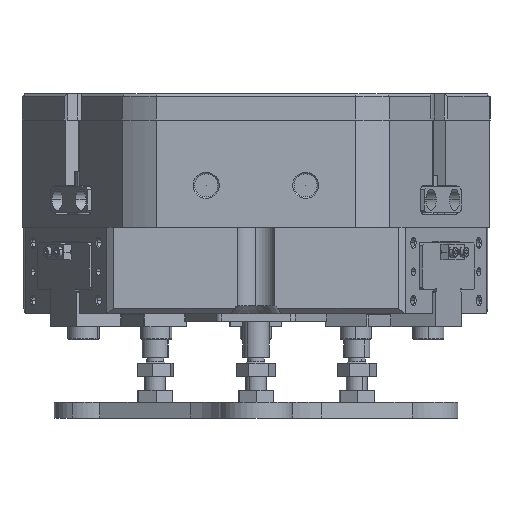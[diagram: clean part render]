
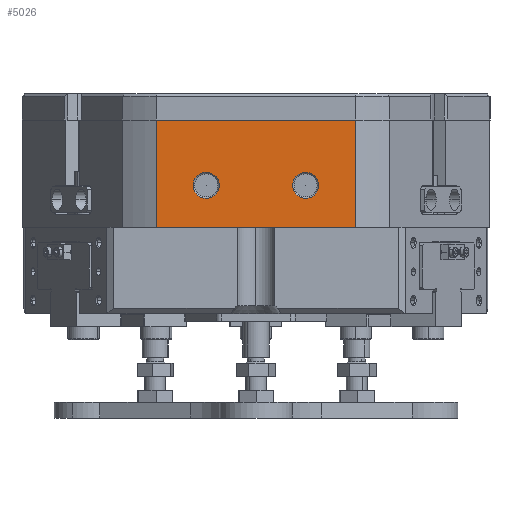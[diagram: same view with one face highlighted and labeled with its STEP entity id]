
A CAD part, left-side view. The second image highlights one B-rep face of the part: STEP entity #5026.
In plain terms, the highlighted planar face has unit normal (-1, 0, 0).
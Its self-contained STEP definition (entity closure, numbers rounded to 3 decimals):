
#1718 = DIRECTION ( 'NONE',  ( 0., 0., -1. ) ) ;
#1779 = DIRECTION ( 'NONE',  ( 0., 0., 1. ) ) ;
#2925 = FACE_BOUND ( 'NONE', #39182, .T. ) ;
#3025 = DIRECTION ( 'NONE',  ( 0., 0., -1. ) ) ;
#4533 = CIRCLE ( 'NONE', #6403, 5. ) ;
#4751 = AXIS2_PLACEMENT_3D ( 'NONE', #14418, #38471, #49005 ) ;
#4808 = FACE_BOUND ( 'NONE', #45123, .T. ) ;
#5026 = ADVANCED_FACE ( 'NONE', ( #2925, #4808, #50246 ), #39396, .F. ) ;
#5269 = ORIENTED_EDGE ( 'NONE', *, *, #39605, .T. ) ;
#5301 = CARTESIAN_POINT ( 'NONE',  ( -96.088, 44.001, 212. ) ) ;
#6403 = AXIS2_PLACEMENT_3D ( 'NONE', #10311, #30353, #3025 ) ;
#6652 = VECTOR ( 'NONE', #1779, 1000. ) ;
#8334 = VERTEX_POINT ( 'NONE', #47137 ) ;
#8443 = LINE ( 'NONE', #51637, #25315 ) ;
#9096 = VERTEX_POINT ( 'NONE', #43110 ) ;
#9981 = CARTESIAN_POINT ( 'NONE',  ( -96.088, -32.137, 171. ) ) ;
#10311 = CARTESIAN_POINT ( 'NONE',  ( -96.088, 24.932, 187. ) ) ;
#10751 = CARTESIAN_POINT ( 'NONE',  ( -96.088, -32.137, 212. ) ) ;
#11488 = CARTESIAN_POINT ( 'NONE',  ( -96.088, -54.068, 231.198 ) ) ;
#12875 = LINE ( 'NONE', #10751, #19144 ) ;
#13554 = EDGE_LOOP ( 'NONE', ( #27522, #22034, #38617, #49144 ) ) ;
#14176 = LINE ( 'NONE', #5301, #6652 ) ;
#14296 = EDGE_CURVE ( 'NONE', #24308, #8334, #14176, .T. ) ;
#14418 = CARTESIAN_POINT ( 'NONE',  ( -96.088, 24.932, 187. ) ) ;
#15667 = VERTEX_POINT ( 'NONE', #48189 ) ;
#16935 = EDGE_CURVE ( 'NONE', #15667, #21973, #50626, .T. ) ;
#16965 = CIRCLE ( 'NONE', #4751, 5. ) ;
#17852 = DIRECTION ( 'NONE',  ( 0., 0., -1. ) ) ;
#18285 = VECTOR ( 'NONE', #38592, 1000. ) ;
#19144 = VECTOR ( 'NONE', #1718, 1000. ) ;
#19532 = LINE ( 'NONE', #50334, #18285 ) ;
#19542 = DIRECTION ( 'NONE',  ( 1., 0., 0. ) ) ;
#21663 = CARTESIAN_POINT ( 'NONE',  ( -96.088, -13.068, 187. ) ) ;
#21973 = VERTEX_POINT ( 'NONE', #33114 ) ;
#22034 = ORIENTED_EDGE ( 'NONE', *, *, #14296, .F. ) ;
#22658 = EDGE_CURVE ( 'NONE', #9096, #34784, #12875, .T. ) ;
#24308 = VERTEX_POINT ( 'NONE', #35947 ) ;
#25315 = VECTOR ( 'NONE', #31796, 1000. ) ;
#27123 = ORIENTED_EDGE ( 'NONE', *, *, #45720, .T. ) ;
#27522 = ORIENTED_EDGE ( 'NONE', *, *, #44214, .T. ) ;
#29134 = AXIS2_PLACEMENT_3D ( 'NONE', #11488, #19542, #51331 ) ;
#30353 = DIRECTION ( 'NONE',  ( 1., 0., 0. ) ) ;
#31667 = CIRCLE ( 'NONE', #37602, 5. ) ;
#31732 = DIRECTION ( 'NONE',  ( 0., 0., -1. ) ) ;
#31796 = DIRECTION ( 'NONE',  ( 0., 1., 0. ) ) ;
#32685 = VERTEX_POINT ( 'NONE', #38813 ) ;
#33114 = CARTESIAN_POINT ( 'NONE',  ( -96.088, -13.068, 182. ) ) ;
#33800 = DIRECTION ( 'NONE',  ( 1., 0., 0. ) ) ;
#34784 = VERTEX_POINT ( 'NONE', #9981 ) ;
#35947 = CARTESIAN_POINT ( 'NONE',  ( -96.088, 44.001, 171. ) ) ;
#37602 = AXIS2_PLACEMENT_3D ( 'NONE', #39450, #40144, #31732 ) ;
#37613 = EDGE_CURVE ( 'NONE', #34784, #24308, #8443, .T. ) ;
#38471 = DIRECTION ( 'NONE',  ( 1., 0., 0. ) ) ;
#38592 = DIRECTION ( 'NONE',  ( 0., 1., 0. ) ) ;
#38617 = ORIENTED_EDGE ( 'NONE', *, *, #37613, .F. ) ;
#38813 = CARTESIAN_POINT ( 'NONE',  ( -96.088, 24.932, 192. ) ) ;
#38927 = AXIS2_PLACEMENT_3D ( 'NONE', #21663, #33800, #17852 ) ;
#39182 = EDGE_LOOP ( 'NONE', ( #49749, #5269 ) ) ;
#39396 = PLANE ( 'NONE',  #29134 ) ;
#39450 = CARTESIAN_POINT ( 'NONE',  ( -96.088, -13.068, 187. ) ) ;
#39605 = EDGE_CURVE ( 'NONE', #21973, #15667, #31667, .T. ) ;
#40144 = DIRECTION ( 'NONE',  ( 1., 0., 0. ) ) ;
#41260 = VERTEX_POINT ( 'NONE', #46026 ) ;
#43110 = CARTESIAN_POINT ( 'NONE',  ( -96.088, -32.137, 212. ) ) ;
#44192 = EDGE_CURVE ( 'NONE', #41260, #32685, #4533, .T. ) ;
#44214 = EDGE_CURVE ( 'NONE', #9096, #8334, #19532, .T. ) ;
#45123 = EDGE_LOOP ( 'NONE', ( #27123, #50244 ) ) ;
#45720 = EDGE_CURVE ( 'NONE', #32685, #41260, #16965, .T. ) ;
#46026 = CARTESIAN_POINT ( 'NONE',  ( -96.088, 24.932, 182. ) ) ;
#47137 = CARTESIAN_POINT ( 'NONE',  ( -96.088, 44.001, 212. ) ) ;
#48189 = CARTESIAN_POINT ( 'NONE',  ( -96.088, -13.068, 192. ) ) ;
#49005 = DIRECTION ( 'NONE',  ( 0., 0., -1. ) ) ;
#49144 = ORIENTED_EDGE ( 'NONE', *, *, #22658, .F. ) ;
#49749 = ORIENTED_EDGE ( 'NONE', *, *, #16935, .T. ) ;
#50244 = ORIENTED_EDGE ( 'NONE', *, *, #44192, .T. ) ;
#50246 = FACE_OUTER_BOUND ( 'NONE', #13554, .T. ) ;
#50334 = CARTESIAN_POINT ( 'NONE',  ( -96.088, 5.932, 212. ) ) ;
#50626 = CIRCLE ( 'NONE', #38927, 5. ) ;
#51331 = DIRECTION ( 'NONE',  ( 0., 0., -1. ) ) ;
#51637 = CARTESIAN_POINT ( 'NONE',  ( -96.088, -54.068, 171. ) ) ;
